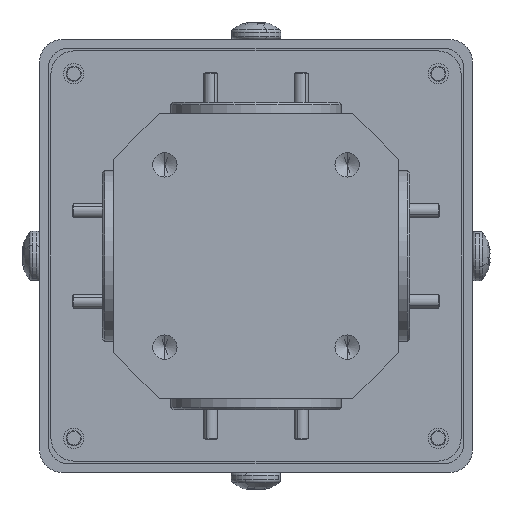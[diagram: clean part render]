
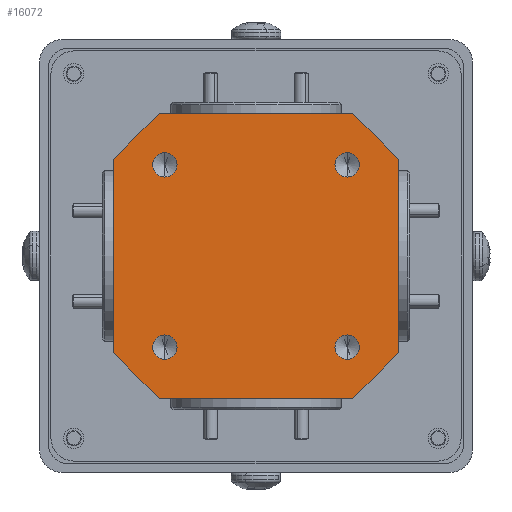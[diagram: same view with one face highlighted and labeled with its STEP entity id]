
A CAD part, front view. The second image highlights one B-rep face of the part: STEP entity #16072.
In plain terms, the highlighted planar face has unit normal (0, -1, 0).
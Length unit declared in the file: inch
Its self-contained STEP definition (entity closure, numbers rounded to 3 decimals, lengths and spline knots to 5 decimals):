
#304 = EDGE_CURVE ( 'NONE', #21674, #22675, #7495, .T. ) ;
#530 = DIRECTION ( 'NONE',  ( 0., 0., -1. ) ) ;
#708 = EDGE_LOOP ( 'NONE', ( #968, #27981 ) ) ;
#809 = EDGE_CURVE ( 'NONE', #21674, #28079, #23897, .T. ) ;
#928 = VERTEX_POINT ( 'NONE', #2861 ) ;
#968 = ORIENTED_EDGE ( 'NONE', *, *, #3861, .F. ) ;
#1055 = ORIENTED_EDGE ( 'NONE', *, *, #5472, .T. ) ;
#1138 = EDGE_LOOP ( 'NONE', ( #1862, #21243 ) ) ;
#1477 = ORIENTED_EDGE ( 'NONE', *, *, #3074, .F. ) ;
#1761 = VERTEX_POINT ( 'NONE', #5447 ) ;
#1862 = ORIENTED_EDGE ( 'NONE', *, *, #18882, .F. ) ;
#1915 = DIRECTION ( 'NONE',  ( 0., 0., -1. ) ) ;
#1980 = DIRECTION ( 'NONE',  ( 0., 0., -1. ) ) ;
#2190 = EDGE_LOOP ( 'NONE', ( #19985, #22714, #7648, #26426, #21413, #14005, #15749, #1055 ) ) ;
#2235 = EDGE_CURVE ( 'NONE', #21612, #17741, #28834, .T. ) ;
#2535 = AXIS2_PLACEMENT_3D ( 'NONE', #16045, #20424, #25180 ) ;
#2596 = CARTESIAN_POINT ( 'NONE',  ( -0.4, 0., -0.45325 ) ) ;
#2600 = VECTOR ( 'NONE', #23447, 39.37008 ) ;
#2861 = CARTESIAN_POINT ( 'NONE',  ( 0.4, 0., -0.45325 ) ) ;
#2952 = DIRECTION ( 'NONE',  ( 0.707, 0., -0.707 ) ) ;
#3074 = EDGE_CURVE ( 'NONE', #1761, #20558, #5888, .T. ) ;
#3085 = VECTOR ( 'NONE', #20518, 39.37008 ) ;
#3198 = DIRECTION ( 'NONE',  ( 0., -1., 0. ) ) ;
#3349 = CARTESIAN_POINT ( 'NONE',  ( -0.625, 0., 0.625 ) ) ;
#3601 = EDGE_LOOP ( 'NONE', ( #18771, #15388 ) ) ;
#3786 = VERTEX_POINT ( 'NONE', #22234 ) ;
#3861 = EDGE_CURVE ( 'NONE', #17741, #21612, #18848, .T. ) ;
#4557 = CARTESIAN_POINT ( 'NONE',  ( 0.4, 0., 0.4 ) ) ;
#5166 = FACE_OUTER_BOUND ( 'NONE', #2190, .T. ) ;
#5328 = CARTESIAN_POINT ( 'NONE',  ( -0.4, 0., -0.4 ) ) ;
#5447 = CARTESIAN_POINT ( 'NONE',  ( -0.4, 0., 0.34675 ) ) ;
#5472 = EDGE_CURVE ( 'NONE', #27564, #22953, #14175, .T. ) ;
#5651 = LINE ( 'NONE', #12567, #27027 ) ;
#5693 = AXIS2_PLACEMENT_3D ( 'NONE', #22474, #8876, #1915 ) ;
#5827 = VECTOR ( 'NONE', #6862, 39.37008 ) ;
#5888 = CIRCLE ( 'NONE', #2535, 0.05325 ) ;
#5928 = VERTEX_POINT ( 'NONE', #28846 ) ;
#6152 = DIRECTION ( 'NONE',  ( 0., -1., 0. ) ) ;
#6370 = VERTEX_POINT ( 'NONE', #17031 ) ;
#6594 = ORIENTED_EDGE ( 'NONE', *, *, #27571, .F. ) ;
#6636 = VERTEX_POINT ( 'NONE', #8268 ) ;
#6666 = CARTESIAN_POINT ( 'NONE',  ( 0.625, 0., 0.425 ) ) ;
#6808 = AXIS2_PLACEMENT_3D ( 'NONE', #5328, #3198, #18959 ) ;
#6862 = DIRECTION ( 'NONE',  ( -1., 0., 0. ) ) ;
#6863 = LINE ( 'NONE', #15852, #3085 ) ;
#7015 = CARTESIAN_POINT ( 'NONE',  ( -0.4, 0., 0.45325 ) ) ;
#7018 = AXIS2_PLACEMENT_3D ( 'NONE', #9400, #27633, #25536 ) ;
#7155 = VECTOR ( 'NONE', #2952, 39.37008 ) ;
#7166 = DIRECTION ( 'NONE',  ( 0., -1., 0. ) ) ;
#7465 = CARTESIAN_POINT ( 'NONE',  ( 0.4, 0., -0.4 ) ) ;
#7495 = LINE ( 'NONE', #19312, #7155 ) ;
#7648 = ORIENTED_EDGE ( 'NONE', *, *, #20408, .F. ) ;
#8268 = CARTESIAN_POINT ( 'NONE',  ( -0.425, 0., 0.625 ) ) ;
#8876 = DIRECTION ( 'NONE',  ( 0., -1., 0. ) ) ;
#9255 = DIRECTION ( 'NONE',  ( 0., 0., -1. ) ) ;
#9400 = CARTESIAN_POINT ( 'NONE',  ( 0.4, 0., 0.4 ) ) ;
#9408 = DIRECTION ( 'NONE',  ( 0., -1., 0. ) ) ;
#9688 = CARTESIAN_POINT ( 'NONE',  ( 0.525, 0., -0.525 ) ) ;
#9949 = DIRECTION ( 'NONE',  ( -0.707, 0., -0.707 ) ) ;
#10284 = AXIS2_PLACEMENT_3D ( 'NONE', #11612, #16224, #1980 ) ;
#10312 = DIRECTION ( 'NONE',  ( 0., 0., -1. ) ) ;
#11241 = LINE ( 'NONE', #11529, #5827 ) ;
#11248 = CIRCLE ( 'NONE', #24616, 0.05325 ) ;
#11529 = CARTESIAN_POINT ( 'NONE',  ( -0.625, 0., -0.625 ) ) ;
#11612 = CARTESIAN_POINT ( 'NONE',  ( -0.4, 0., -0.4 ) ) ;
#11940 = FACE_BOUND ( 'NONE', #3601, .T. ) ;
#12498 = EDGE_CURVE ( 'NONE', #6370, #19590, #27656, .T. ) ;
#12552 = DIRECTION ( 'NONE',  ( 0., 0., 1. ) ) ;
#12567 = CARTESIAN_POINT ( 'NONE',  ( 0.625, 0., 0.625 ) ) ;
#12973 = CARTESIAN_POINT ( 'NONE',  ( 0.625, 0., -0.425 ) ) ;
#13634 = AXIS2_PLACEMENT_3D ( 'NONE', #7465, #7166, #25286 ) ;
#14005 = ORIENTED_EDGE ( 'NONE', *, *, #304, .T. ) ;
#14175 = LINE ( 'NONE', #9688, #2600 ) ;
#14337 = CARTESIAN_POINT ( 'NONE',  ( 0., 0., 0. ) ) ;
#14389 = EDGE_CURVE ( 'NONE', #6636, #28079, #14743, .T. ) ;
#14679 = EDGE_LOOP ( 'NONE', ( #1477, #6594 ) ) ;
#14743 = LINE ( 'NONE', #19652, #25345 ) ;
#15388 = ORIENTED_EDGE ( 'NONE', *, *, #12498, .F. ) ;
#15749 = ORIENTED_EDGE ( 'NONE', *, *, #16539, .F. ) ;
#15852 = CARTESIAN_POINT ( 'NONE',  ( -0.625, 0., 0.625 ) ) ;
#16045 = CARTESIAN_POINT ( 'NONE',  ( -0.4, 0., 0.4 ) ) ;
#16072 = ADVANCED_FACE ( 'NONE', ( #5166, #16249, #25402, #18362, #11940 ), #20755, .T. ) ;
#16224 = DIRECTION ( 'NONE',  ( 0., -1., 0. ) ) ;
#16249 = FACE_BOUND ( 'NONE', #1138, .T. ) ;
#16364 = VECTOR ( 'NONE', #19008, 39.37008 ) ;
#16539 = EDGE_CURVE ( 'NONE', #27564, #22675, #11241, .T. ) ;
#16933 = EDGE_CURVE ( 'NONE', #25507, #3786, #23799, .T. ) ;
#17031 = CARTESIAN_POINT ( 'NONE',  ( 0.4, 0., 0.45325 ) ) ;
#17741 = VERTEX_POINT ( 'NONE', #2596 ) ;
#17782 = VECTOR ( 'NONE', #12552, 39.37008 ) ;
#17945 = CIRCLE ( 'NONE', #13634, 0.05325 ) ;
#18362 = FACE_BOUND ( 'NONE', #14679, .T. ) ;
#18771 = ORIENTED_EDGE ( 'NONE', *, *, #25541, .F. ) ;
#18848 = CIRCLE ( 'NONE', #10284, 0.05325 ) ;
#18882 = EDGE_CURVE ( 'NONE', #928, #5928, #17945, .T. ) ;
#18959 = DIRECTION ( 'NONE',  ( 0., 0., -1. ) ) ;
#19008 = DIRECTION ( 'NONE',  ( -0.707, 0., 0.707 ) ) ;
#19076 = CIRCLE ( 'NONE', #5693, 0.05325 ) ;
#19312 = CARTESIAN_POINT ( 'NONE',  ( -0.525, 0., -0.525 ) ) ;
#19590 = VERTEX_POINT ( 'NONE', #20837 ) ;
#19652 = CARTESIAN_POINT ( 'NONE',  ( -0.525, 0., 0.525 ) ) ;
#19985 = ORIENTED_EDGE ( 'NONE', *, *, #22686, .F. ) ;
#20240 = EDGE_CURVE ( 'NONE', #5928, #928, #11248, .T. ) ;
#20408 = EDGE_CURVE ( 'NONE', #6636, #3786, #6863, .T. ) ;
#20424 = DIRECTION ( 'NONE',  ( 0., -1., 0. ) ) ;
#20518 = DIRECTION ( 'NONE',  ( 1., 0., 0. ) ) ;
#20558 = VERTEX_POINT ( 'NONE', #7015 ) ;
#20755 = PLANE ( 'NONE',  #27813 ) ;
#20837 = CARTESIAN_POINT ( 'NONE',  ( 0.4, 0., 0.34675 ) ) ;
#21243 = ORIENTED_EDGE ( 'NONE', *, *, #20240, .F. ) ;
#21413 = ORIENTED_EDGE ( 'NONE', *, *, #809, .F. ) ;
#21612 = VERTEX_POINT ( 'NONE', #23879 ) ;
#21674 = VERTEX_POINT ( 'NONE', #27593 ) ;
#22234 = CARTESIAN_POINT ( 'NONE',  ( 0.425, 0., 0.625 ) ) ;
#22331 = CIRCLE ( 'NONE', #7018, 0.05325 ) ;
#22474 = CARTESIAN_POINT ( 'NONE',  ( -0.4, 0., 0.4 ) ) ;
#22564 = DIRECTION ( 'NONE',  ( 0., -1., 0. ) ) ;
#22675 = VERTEX_POINT ( 'NONE', #28400 ) ;
#22686 = EDGE_CURVE ( 'NONE', #25507, #22953, #5651, .T. ) ;
#22714 = ORIENTED_EDGE ( 'NONE', *, *, #16933, .T. ) ;
#22953 = VERTEX_POINT ( 'NONE', #12973 ) ;
#23447 = DIRECTION ( 'NONE',  ( 0.707, 0., 0.707 ) ) ;
#23799 = LINE ( 'NONE', #28292, #16364 ) ;
#23879 = CARTESIAN_POINT ( 'NONE',  ( -0.4, 0., -0.34675 ) ) ;
#23897 = LINE ( 'NONE', #3349, #17782 ) ;
#24108 = CARTESIAN_POINT ( 'NONE',  ( -0.625, 0., 0.425 ) ) ;
#24616 = AXIS2_PLACEMENT_3D ( 'NONE', #29524, #6152, #25004 ) ;
#24704 = CARTESIAN_POINT ( 'NONE',  ( 0.425, 0., -0.625 ) ) ;
#25004 = DIRECTION ( 'NONE',  ( 0., 0., -1. ) ) ;
#25180 = DIRECTION ( 'NONE',  ( 0., 0., -1. ) ) ;
#25256 = AXIS2_PLACEMENT_3D ( 'NONE', #4557, #22564, #9255 ) ;
#25286 = DIRECTION ( 'NONE',  ( 0., 0., -1. ) ) ;
#25345 = VECTOR ( 'NONE', #9949, 39.37008 ) ;
#25402 = FACE_BOUND ( 'NONE', #708, .T. ) ;
#25507 = VERTEX_POINT ( 'NONE', #6666 ) ;
#25536 = DIRECTION ( 'NONE',  ( 0., 0., -1. ) ) ;
#25541 = EDGE_CURVE ( 'NONE', #19590, #6370, #22331, .T. ) ;
#26426 = ORIENTED_EDGE ( 'NONE', *, *, #14389, .T. ) ;
#27027 = VECTOR ( 'NONE', #10312, 39.37008 ) ;
#27564 = VERTEX_POINT ( 'NONE', #24704 ) ;
#27571 = EDGE_CURVE ( 'NONE', #20558, #1761, #19076, .T. ) ;
#27593 = CARTESIAN_POINT ( 'NONE',  ( -0.625, 0., -0.425 ) ) ;
#27633 = DIRECTION ( 'NONE',  ( 0., -1., 0. ) ) ;
#27656 = CIRCLE ( 'NONE', #25256, 0.05325 ) ;
#27813 = AXIS2_PLACEMENT_3D ( 'NONE', #14337, #9408, #530 ) ;
#27981 = ORIENTED_EDGE ( 'NONE', *, *, #2235, .F. ) ;
#28079 = VERTEX_POINT ( 'NONE', #24108 ) ;
#28292 = CARTESIAN_POINT ( 'NONE',  ( 0.525, 0., 0.525 ) ) ;
#28400 = CARTESIAN_POINT ( 'NONE',  ( -0.425, 0., -0.625 ) ) ;
#28834 = CIRCLE ( 'NONE', #6808, 0.05325 ) ;
#28846 = CARTESIAN_POINT ( 'NONE',  ( 0.4, 0., -0.34675 ) ) ;
#29524 = CARTESIAN_POINT ( 'NONE',  ( 0.4, 0., -0.4 ) ) ;
